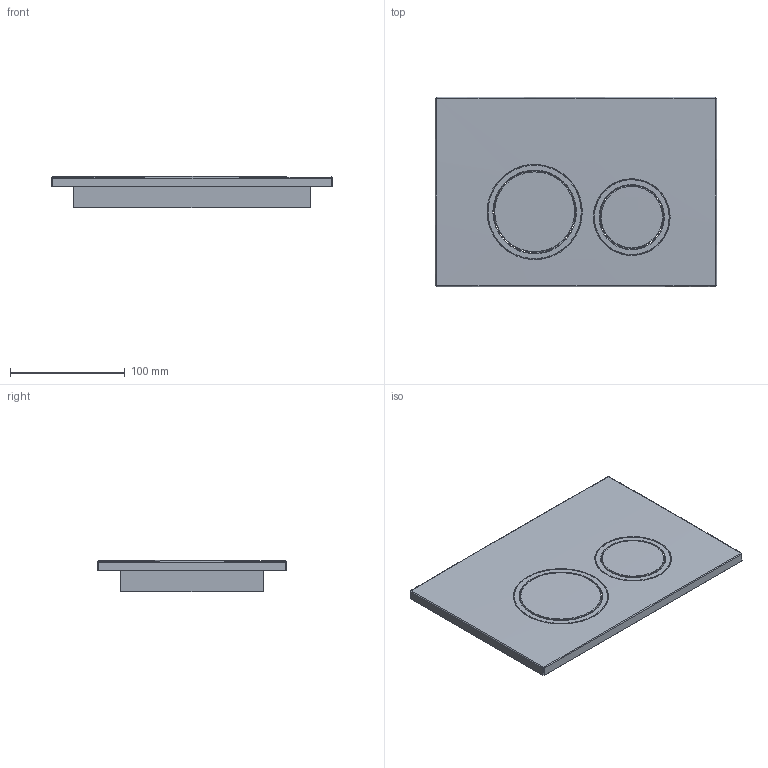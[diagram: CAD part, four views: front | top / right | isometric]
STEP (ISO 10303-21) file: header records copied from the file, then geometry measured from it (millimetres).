
FILE_DESCRIPTION((''),'2;1');
FILE_NAME('G3004111-ZHUANGPEITU_ASM','2020-04-15T',('lih'),(''),'PRO/ENGINEER BY PARAMETRIC TECHNOLOGY CORPORATION, 2010280','PRO/ENGINEER BY PARAMETRIC TECHNOLOGY CORPORATION, 2010280','');
FILE_SCHEMA(('CONFIG_CONTROL_DESIGN'));
Length unit declared in the file: millimetre
Products named in the file (9): G-FINAL-MAP; G3004147-WAIKUANG; G3004148-QUANPAIANJIAN; G3004149-BANPAIANJIAN; G3004150-QUANPAIDECO; G3004151-BANPAIDECO; PG30031280000ANZHUANBAN; NEW-ANZHUANBANZU_ASM; G3004111-ZHUANGPEITU_ASM
Assembly tree (8 placements, depth 3):
  G3004111-ZHUANGPEITU_ASM
    G-FINAL-MAP
    G3004147-WAIKUANG
    G3004148-QUANPAIANJIAN
    G3004149-BANPAIANJIAN
    G3004150-QUANPAIDECO
    G3004151-BANPAIDECO
    NEW-ANZHUANBANZU_ASM
      PG30031280000ANZHUANBAN
Bounding box: 245.29 x 165.29 x 27.8 mm (x, y, z)
Volume: 188769.2 mm3; surface area: 163942.9 mm2
Topology: 6 solids, 6 shells, 109 faces, 264 edges, 168 vertices
Faces by surface type: plane 48, bspline 28, cylinder 16, cone 12, torus 5
Entity records: 8547 total; most frequent: CARTESIAN_POINT 5929, ORIENTED_EDGE 528, DIRECTION 466, EDGE_CURVE 264, VERTEX_POINT 168, AXIS2_PLACEMENT_3D 159, VECTOR 148, LINE 148
